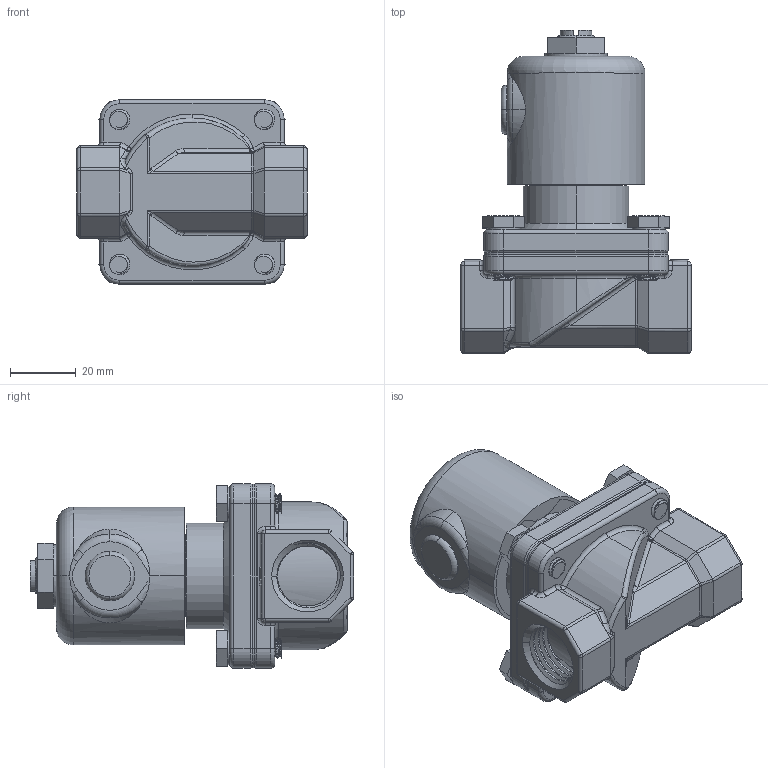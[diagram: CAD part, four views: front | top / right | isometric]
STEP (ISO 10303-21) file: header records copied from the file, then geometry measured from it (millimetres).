
FILE_DESCRIPTION (( 'STEP AP203' ), '1' );
FILE_NAME ('S201B_D.STEP', '2022-11-03T16:09:04', ( '' ), ( '' ), 'SwSTEP 2.0', 'SolidWorks 2022', '' );
FILE_SCHEMA (( 'CONFIG_CONTROL_DESIGN' ));
Products named in the file (1): S201B_D
Bounding box: 70 x 98.22 x 56.01 mm (x, y, z)
Volume: 152438.8 mm3; surface area: 25424.5 mm2
Topology: 1 solids, 1 shells, 487 faces, 1219 edges, 745 vertices
Faces by surface type: plane 162, cylinder 160, bspline 88, torus 50, cone 19, sphere 8
Entity records: 28188 total; most frequent: CARTESIAN_POINT 17539, ORIENTED_EDGE 2418, DIRECTION 1990, EDGE_CURVE 1209, AXIS2_PLACEMENT_3D 751, VERTEX_POINT 745, EDGE_LOOP 508, LINE 488
